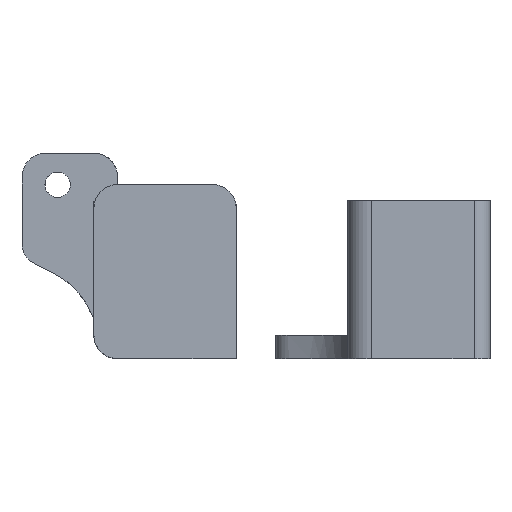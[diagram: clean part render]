
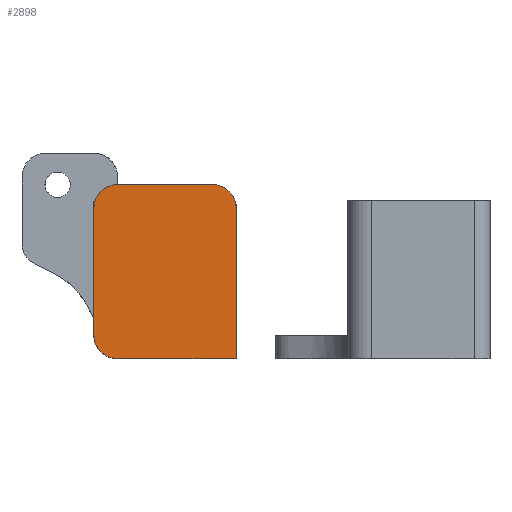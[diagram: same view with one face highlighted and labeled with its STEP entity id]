
A CAD part, left-side view. The second image highlights one B-rep face of the part: STEP entity #2898.
In plain terms, the highlighted planar face has unit normal (-1, 0, 0).
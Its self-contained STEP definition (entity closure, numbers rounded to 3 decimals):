
#108=CIRCLE('',#3096,3.);
#109=CIRCLE('',#3097,3.);
#110=CIRCLE('',#3098,3.);
#226=FACE_OUTER_BOUND('',#382,.T.);
#382=EDGE_LOOP('',(#2188,#2189,#2190,#2191,#2192,#2193,#2194));
#554=LINE('',#4182,#886);
#623=LINE('',#4385,#955);
#639=LINE('',#4445,#971);
#640=LINE('',#4449,#972);
#886=VECTOR('',#3367,10.);
#955=VECTOR('',#3516,10.);
#971=VECTOR('',#3558,10.);
#972=VECTOR('',#3561,10.);
#1201=VERTEX_POINT('',#4179);
#1202=VERTEX_POINT('',#4181);
#1267=VERTEX_POINT('',#4382);
#1268=VERTEX_POINT('',#4384);
#1277=VERTEX_POINT('',#4444);
#1278=VERTEX_POINT('',#4446);
#1279=VERTEX_POINT('',#4448);
#1508=EDGE_CURVE('',#1202,#1201,#554,.T.);
#1599=EDGE_CURVE('',#1268,#1267,#623,.T.);
#1620=EDGE_CURVE('',#1201,#1277,#639,.T.);
#1621=EDGE_CURVE('',#1278,#1277,#108,.F.);
#1622=EDGE_CURVE('',#1278,#1279,#640,.T.);
#1623=EDGE_CURVE('',#1268,#1279,#109,.F.);
#1624=EDGE_CURVE('',#1202,#1267,#110,.F.);
#2188=ORIENTED_EDGE('',*,*,#1508,.T.);
#2189=ORIENTED_EDGE('',*,*,#1620,.T.);
#2190=ORIENTED_EDGE('',*,*,#1621,.F.);
#2191=ORIENTED_EDGE('',*,*,#1622,.T.);
#2192=ORIENTED_EDGE('',*,*,#1623,.F.);
#2193=ORIENTED_EDGE('',*,*,#1599,.T.);
#2194=ORIENTED_EDGE('',*,*,#1624,.F.);
#2779=PLANE('',#3095);
#2898=ADVANCED_FACE('',(#226),#2779,.T.);
#3095=AXIS2_PLACEMENT_3D('',#4443,#3556,#3557);
#3096=AXIS2_PLACEMENT_3D('',#4447,#3559,#3560);
#3097=AXIS2_PLACEMENT_3D('',#4450,#3562,#3563);
#3098=AXIS2_PLACEMENT_3D('',#4451,#3564,#3565);
#3367=DIRECTION('',(0.,-1.,0.));
#3516=DIRECTION('',(0.,0.,-1.));
#3556=DIRECTION('center_axis',(-1.,0.,0.));
#3557=DIRECTION('ref_axis',(0.,0.,
-1.));
#3558=DIRECTION('',(0.,0.,1.));
#3559=DIRECTION('center_axis',(-1.,0.,0.));
#3560=DIRECTION('ref_axis',(0.,-0.707,0.707));
#3561=DIRECTION('',(0.,1.,0.));
#3562=DIRECTION('center_axis',(-1.,0.,0.));
#3563=DIRECTION('ref_axis',(0.,0.707,0.707));
#3564=DIRECTION('center_axis',(-1.,0.,0.));
#3565=DIRECTION('ref_axis',(0.,0.707,-0.707));
#4179=CARTESIAN_POINT('',(-172.077,262.718,0.019));
#4181=CARTESIAN_POINT('',(-172.077,277.718,0.019));
#4182=CARTESIAN_POINT('',(-172.077,276.218,0.019));
#4382=CARTESIAN_POINT('',(-172.077,280.718,3.019));
#4384=CARTESIAN_POINT('',(-172.077,280.718,19.019));
#4385=CARTESIAN_POINT('',(-172.077,280.718,16.519));
#4443=CARTESIAN_POINT('Origin',(-172.077,271.718,11.019));
#4444=CARTESIAN_POINT('',(-172.077,262.718,19.019));
#4445=CARTESIAN_POINT('',(-172.077,262.718,5.519));
#4446=CARTESIAN_POINT('',(-172.077,265.718,22.019));
#4447=CARTESIAN_POINT('Origin',(-172.077,265.718,19.019));
#4448=CARTESIAN_POINT('',(-172.077,277.718,22.019));
#4449=CARTESIAN_POINT('',(-172.077,267.218,22.019));
#4450=CARTESIAN_POINT('Origin',(-172.077,277.718,19.019));
#4451=CARTESIAN_POINT('Origin',(-172.077,277.718,3.019));
